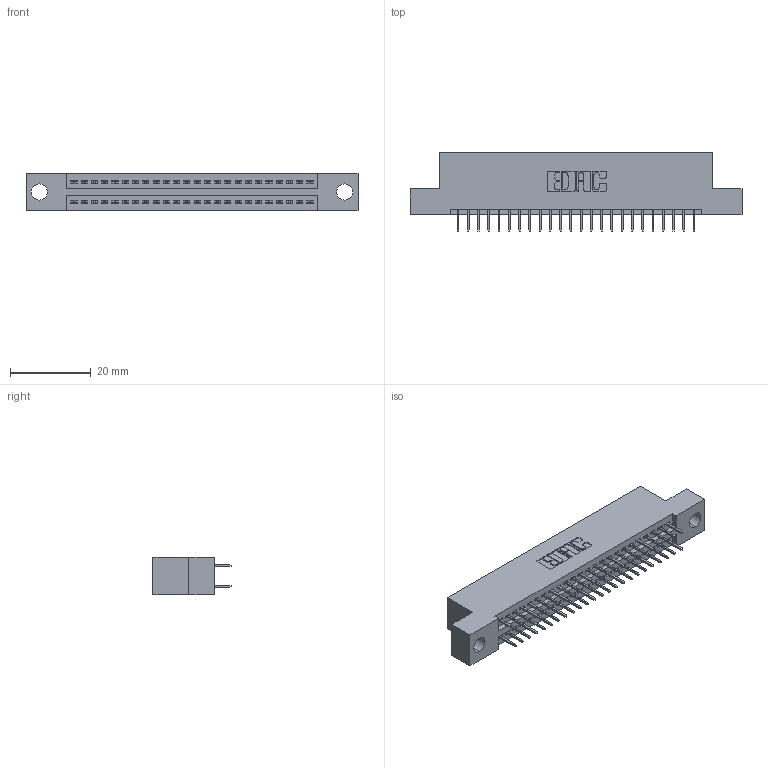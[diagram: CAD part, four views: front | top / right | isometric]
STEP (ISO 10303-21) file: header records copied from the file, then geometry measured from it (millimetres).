
FILE_DESCRIPTION (( 'STEP AP203' ), '1' );
FILE_NAME ('345-048-524-204.STEP', '2021-05-20T02:44:38', ( '' ), ( '' ), 'SwSTEP 2.0', 'SolidWorks 2020', '' );
FILE_SCHEMA (( 'CONFIG_CONTROL_DESIGN' ));
Length unit declared in the file: inch
Products named in the file (3): 345 Part_Flush Mounting Lugs - 0.156 Dia-TI; 345-048-524-204; 345-292-001_345-293-124
Assembly tree (49 placements, depth 2):
  345-048-524-204
    345 Part_Flush Mounting Lugs - 0.156 Dia-TI
    345-292-001_345-293-124  x48
Bounding box: 82.17 x 19.35 x 9.4 mm (x, y, z)
Volume: 7636.3 mm3; surface area: 10599 mm2
Topology: 49 solids, 49 shells, 2732 faces, 7721 edges, 4954 vertices
Faces by surface type: plane 1966, cylinder 766
Entity records: 21747 total; most frequent: CARTESIAN_POINT 3666, ORIENTED_EDGE 3598, DIRECTION 3255, EDGE_CURVE 1799, VECTOR 1575, LINE 1575, VERTEX_POINT 1194, AXIS2_PLACEMENT_3D 840
